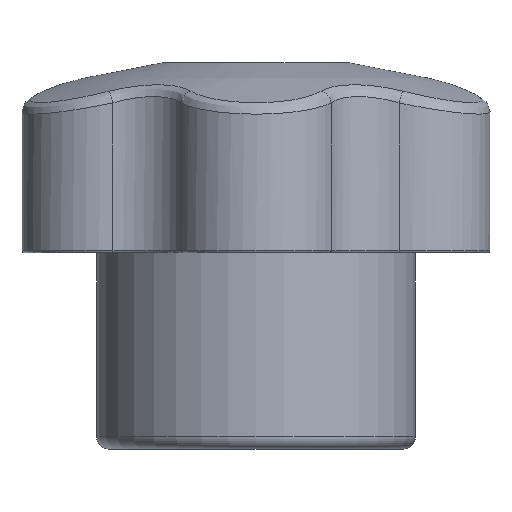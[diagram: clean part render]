
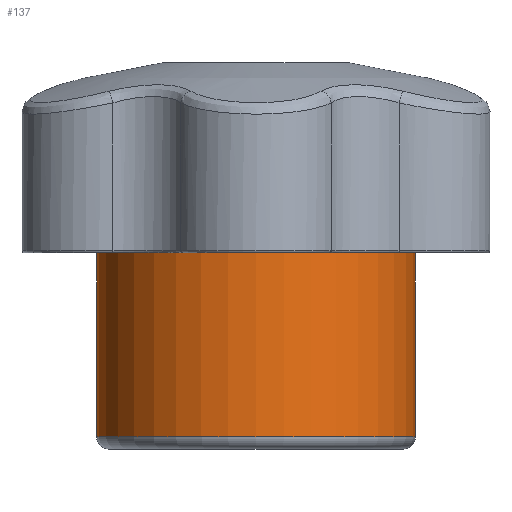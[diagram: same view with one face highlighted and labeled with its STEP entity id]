
A CAD part, left-side view. The second image highlights one B-rep face of the part: STEP entity #137.
In plain terms, the highlighted cylindrical face has radius 6.5 mm (diameter 13 mm), a full revolution.
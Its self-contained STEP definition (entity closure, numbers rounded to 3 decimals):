
#137 = ADVANCED_FACE( '', ( #291, #292 ), #293, .T. );
#291 = FACE_OUTER_BOUND( '', #1710, .T. );
#292 = FACE_OUTER_BOUND( '', #1711, .T. );
#293 = CYLINDRICAL_SURFACE( '', #1712, 6.5 );
#1710 = EDGE_LOOP( '', ( #3223 ) );
#1711 = EDGE_LOOP( '', ( #3224 ) );
#1712 = AXIS2_PLACEMENT_3D( '', #3225, #3226, #3227 );
#3223 = ORIENTED_EDGE( '', *, *, #3434, .T. );
#3224 = ORIENTED_EDGE( '', *, *, #3389, .T. );
#3225 = CARTESIAN_POINT( '', ( 0., 0., 54. ) );
#3226 = DIRECTION( '', ( 0., 0., 1. ) );
#3227 = DIRECTION( '', ( -1., 0., 0. ) );
#3389 = EDGE_CURVE( '', #3576, #3576, #3577, .T. );
#3434 = EDGE_CURVE( '', #3632, #3632, #3633, .T. );
#3576 = VERTEX_POINT( '', #4541 );
#3577 = CIRCLE( '', #4542, 6.5 );
#3632 = VERTEX_POINT( '', #4770 );
#3633 = CIRCLE( '', #4771, 6.5 );
#4541 = CARTESIAN_POINT( '', ( -6.5, 0., 8. ) );
#4542 = AXIS2_PLACEMENT_3D( '', #5164, #5165, #5166 );
#4770 = CARTESIAN_POINT( '', ( 6.5, 0., 0.5 ) );
#4771 = AXIS2_PLACEMENT_3D( '', #5222, #5223, #5224 );
#5164 = CARTESIAN_POINT( '', ( 0., 0., 8. ) );
#5165 = DIRECTION( '', ( 0., 0., -1. ) );
#5166 = DIRECTION( '', ( -1., 0., 0. ) );
#5222 = CARTESIAN_POINT( '', ( 0., 0., 0.5 ) );
#5223 = DIRECTION( '', ( 0., 0., 1. ) );
#5224 = DIRECTION( '', ( 1., 0., 0. ) );
